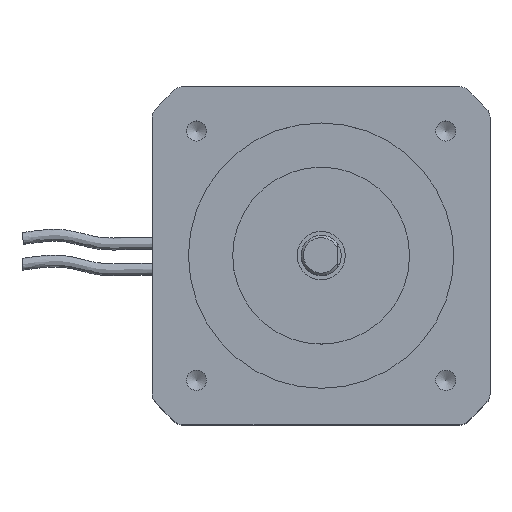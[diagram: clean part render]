
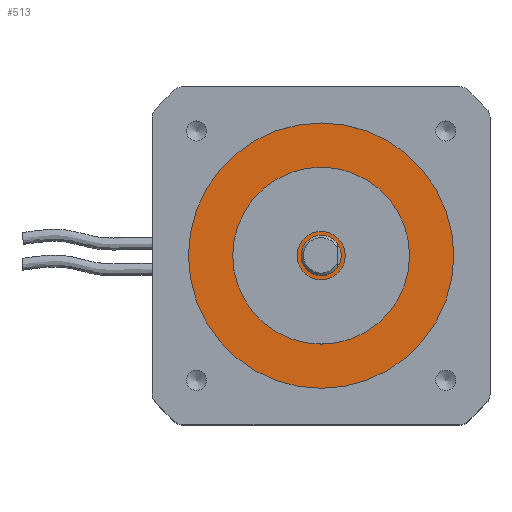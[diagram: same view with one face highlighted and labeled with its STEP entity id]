
A CAD part, top view. The second image highlights one B-rep face of the part: STEP entity #513.
In plain terms, the highlighted planar face has unit normal (0, 0, 1).
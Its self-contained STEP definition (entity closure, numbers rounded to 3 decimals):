
#513 = ADVANCED_FACE( '', ( #1102, #1103 ), #1104, .F. );
#1102 = FACE_BOUND( '', #2045, .T. );
#1103 = FACE_OUTER_BOUND( '', #2046, .T. );
#1104 = PLANE( '', #2047 );
#2045 = EDGE_LOOP( '', ( #3315 ) );
#2046 = EDGE_LOOP( '', ( #3316 ) );
#2047 = AXIS2_PLACEMENT_3D( '', #3317, #3318, #3319 );
#3315 = ORIENTED_EDGE( '', *, *, #3971, .T. );
#3316 = ORIENTED_EDGE( '', *, *, #4475, .F. );
#3317 = CARTESIAN_POINT( '', ( 0., 0., -0.5 ) );
#3318 = DIRECTION( '', ( 0., 0., -1. ) );
#3319 = DIRECTION( '', ( -1., 0., 0. ) );
#3971 = EDGE_CURVE( '', #4621, #4621, #4622, .T. );
#4475 = EDGE_CURVE( '', #5408, #5408, #5409, .T. );
#4621 = VERTEX_POINT( '', #5571 );
#4622 = CIRCLE( '', #5572, 2.5 );
#5408 = VERTEX_POINT( '', #6609 );
#5409 = CIRCLE( '', #6610, 16.5 );
#5571 = CARTESIAN_POINT( '', ( 2.5, 0., -0.5 ) );
#5572 = AXIS2_PLACEMENT_3D( '', #6797, #6798, #6799 );
#6609 = CARTESIAN_POINT( '', ( 0., -16.5, -0.5 ) );
#6610 = AXIS2_PLACEMENT_3D( '', #7600, #7601, #7602 );
#6797 = CARTESIAN_POINT( '', ( 0., 0., -0.5 ) );
#6798 = DIRECTION( '', ( 0., 0., -1. ) );
#6799 = DIRECTION( '', ( 1., 0., 0. ) );
#7600 = CARTESIAN_POINT( '', ( 0., 0., -0.5 ) );
#7601 = DIRECTION( '', ( 0., 0., -1. ) );
#7602 = DIRECTION( '', ( 0., -1., 0. ) );
